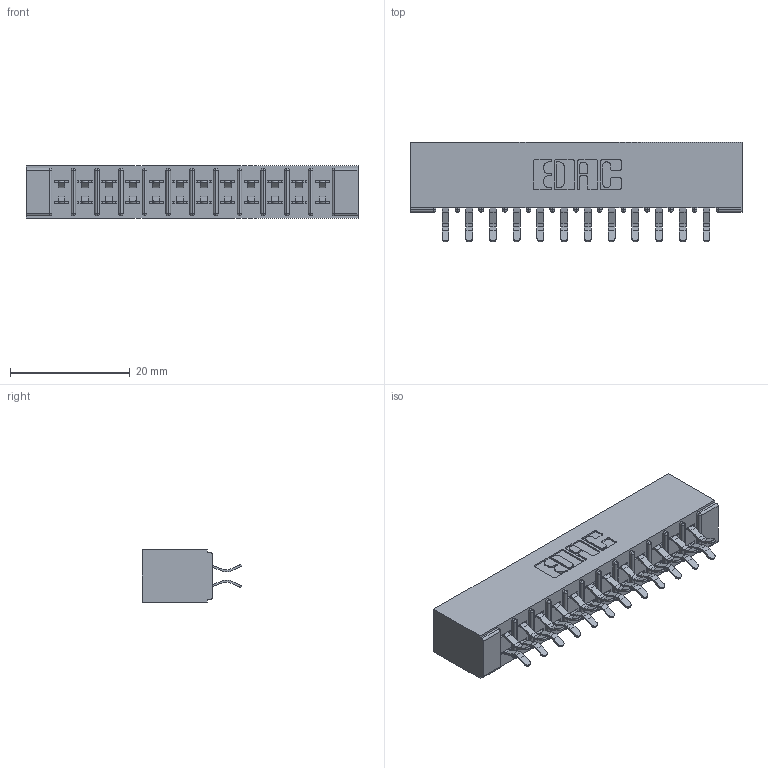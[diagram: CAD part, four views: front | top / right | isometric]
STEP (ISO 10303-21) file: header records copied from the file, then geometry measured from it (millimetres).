
FILE_DESCRIPTION (( 'STEP AP203' ), '1' );
FILE_NAME ('355-024-556-201.STEP', '2019-09-11T05:04:34', ( '' ), ( '' ), 'SwSTEP 2.0', 'SolidWorks 2016', '' );
FILE_SCHEMA (( 'CONFIG_CONTROL_DESIGN' ));
Length unit declared in the file: inch
Products named in the file (3): 355-024-556-201; 305 Part_No Mounting; 305-290-001_556
Assembly tree (25 placements, depth 2):
  355-024-556-201
    305 Part_No Mounting
    305-290-001_556  x24
Bounding box: 55.42 x 16.64 x 8.71 mm (x, y, z)
Volume: 3674.3 mm3; surface area: 6934.8 mm2
Topology: 25 solids, 25 shells, 1452 faces, 4168 edges, 2712 vertices
Faces by surface type: plane 808, cylinder 596, sphere 48
Entity records: 16589 total; most frequent: CARTESIAN_POINT 2746, ORIENTED_EDGE 2720, DIRECTION 2682, EDGE_CURVE 1360, LINE 1066, VECTOR 1066, VERTEX_POINT 872, AXIS2_PLACEMENT_3D 808
